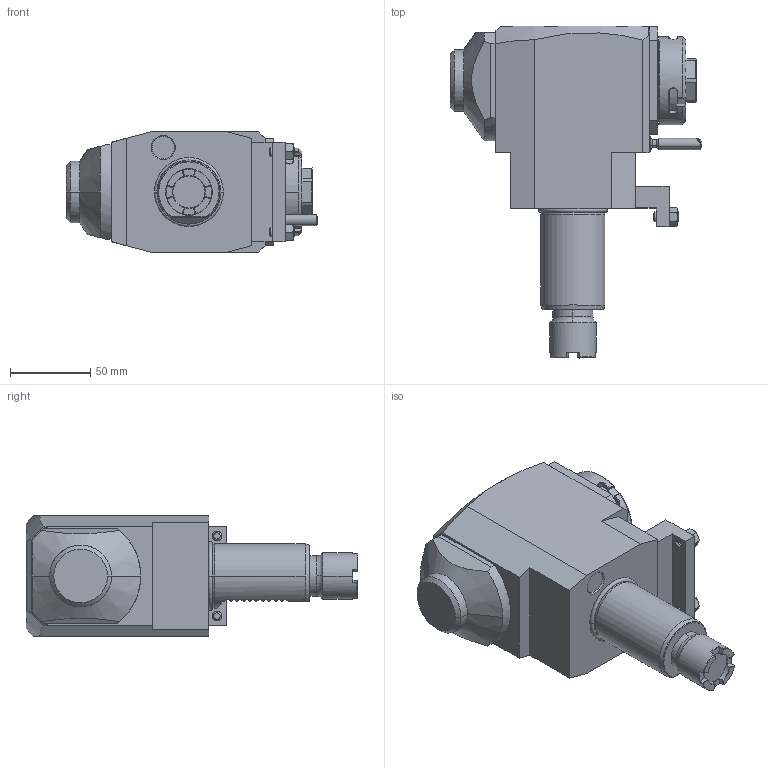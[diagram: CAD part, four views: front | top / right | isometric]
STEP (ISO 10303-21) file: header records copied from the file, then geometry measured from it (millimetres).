
FILE_DESCRIPTION((''),'2;1');
FILE_NAME('NGT1_40_255_25_3_1_80TJD','2024-10-23T',('vali'),('NOVA GRUP'),'PRO/ENGINEER BY PARAMETRIC TECHNOLOGY CORPORATION, 2010280','PRO/ENGINEER BY PARAMETRIC TECHNOLOGY CORPORATION, 2010280','');
FILE_SCHEMA(('CONFIG_CONTROL_DESIGN'));
Length unit declared in the file: millimetre
Products named in the file (1): NGT1_40_255_25_3_1_80TJD
Bounding box: 156.83 x 207 x 75 mm (x, y, z)
Volume: 999586.5 mm3; surface area: 76315.1 mm2
Topology: 1 solids, 1 shells, 402 faces, 1036 edges, 644 vertices
Faces by surface type: plane 194, cone 81, cylinder 78, bspline 42, torus 5, sphere 2
Entity records: 15518 total; most frequent: CARTESIAN_POINT 6461, ORIENTED_EDGE 2048, DIRECTION 1597, EDGE_CURVE 1024, VERTEX_POINT 644, AXIS2_PLACEMENT_3D 571, VECTOR 455, LINE 455
